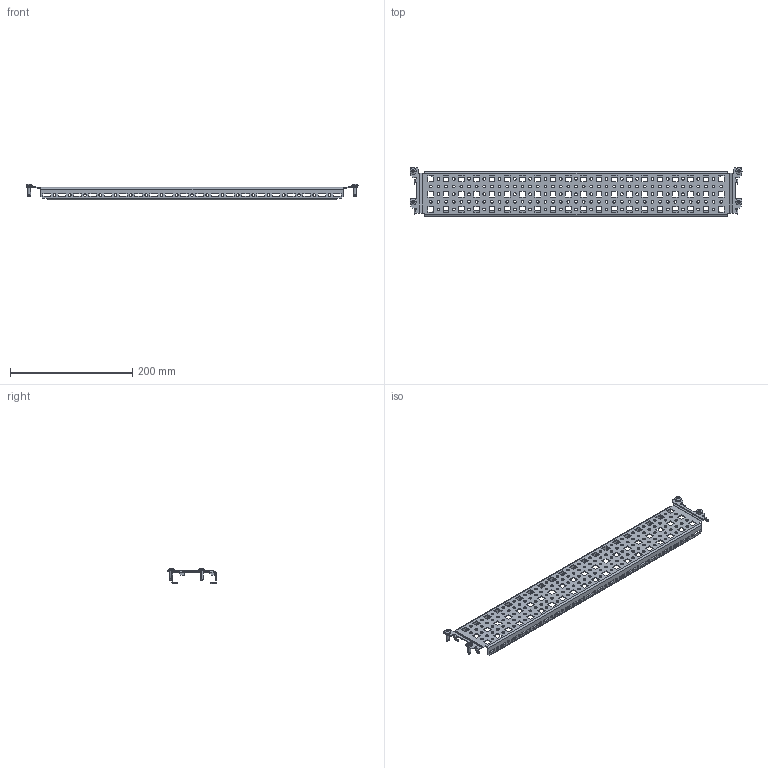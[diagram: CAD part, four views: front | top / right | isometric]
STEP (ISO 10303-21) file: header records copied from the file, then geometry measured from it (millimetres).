
FILE_DESCRIPTION (( 'STEP AP203' ), '1' );
FILE_NAME ('UR46801020005 Ïëàíêà ìîíòàæíàÿ ñ çàöåïàìè 20õ73 òèï Ê RS52 00.60 (000.801.468-01).STEP', '2022-04-18T13:03:57', ( '' ), ( '' ), 'SwSTEP 2.0', 'SolidWorks 2017', '' );
FILE_SCHEMA (( 'CONFIG_CONTROL_DESIGN' ));
Length unit declared in the file: millimetre
Products named in the file (3): Âèíò DIN 7500 C TORX_Œ5å16; 025-268 Ïëàíêà ìîíòàæíàÿ 23õ73 òèï Ê ñ çàöåïàìè RS52_01 (00.60); UR46801020005 Ïëàíêà ìîíòàæíàÿ ñ çàöåïàìè 20õ73 òèï Ê RS52 00.60 (000.801.468-01)
Assembly tree (5 placements, depth 2):
  UR46801020005 Ïëàíêà ìîíòàæíàÿ ñ çàöåïàìè 20õ73 òèï Ê RS52 00.60 (000.801.468-01)
    025-268 Ïëàíêà ìîíòàæíàÿ 23õ73 òèï Ê ñ çàöåïàìè RS52_01 (00.60)
    Âèíò DIN 7500 C TORX_Œ5å16  x4
Bounding box: 543 x 80 x 25.09 mm (x, y, z)
Volume: 76629.8 mm3; surface area: 119047.3 mm2
Topology: 5 solids, 5 shells, 1102 faces, 3168 edges, 2080 vertices
Faces by surface type: plane 612, cylinder 466, cone 16, sphere 8
Entity records: 33781 total; most frequent: CARTESIAN_POINT 5799, ORIENTED_EDGE 5664, DIRECTION 5615, EDGE_CURVE 2832, LINE 1975, VECTOR 1975, VERTEX_POINT 1858, AXIS2_PLACEMENT_3D 1820
